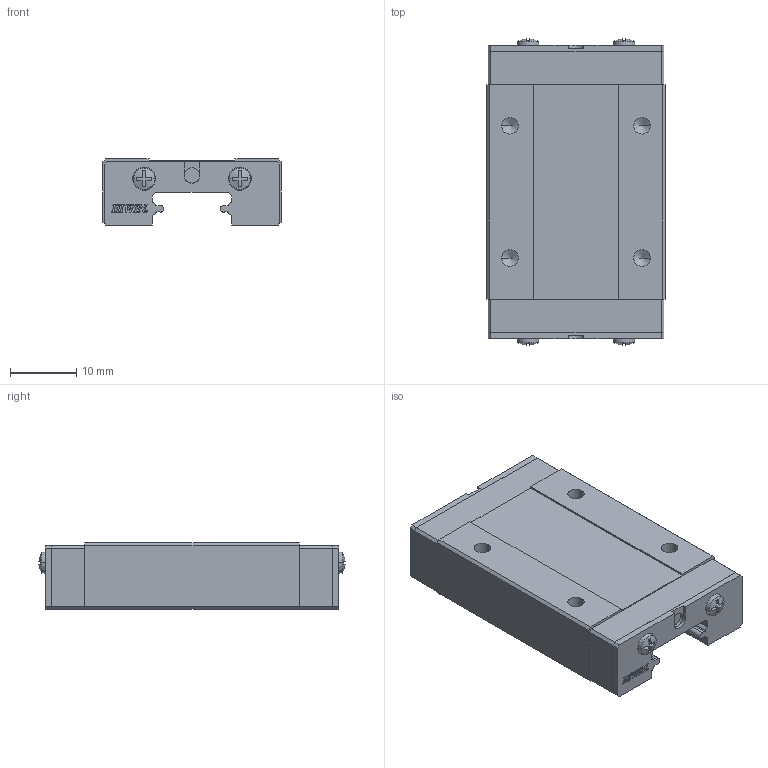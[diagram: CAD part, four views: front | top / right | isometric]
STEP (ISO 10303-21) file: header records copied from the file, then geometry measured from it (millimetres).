
FILE_DESCRIPTION(('no description'),'unknown implementation level');
FILE_NAME('MGN12H_Z0_H_M_SS_FILE_6.stp',' ',('HIWIN GmbH'),('CADClick - KiM GmbH - www.kimweb.de'),'unknown preprocess','ACIS','unknown authorization');
FILE_SCHEMA(('automotive_design'));
Length unit declared in the file: millimetre
Products named in the file (1): MGN12H Z0 H M SS_FILE
Bounding box: 27 x 46.39 x 10 mm (x, y, z)
Volume: 9140.5 mm3; surface area: 4548.8 mm2
Topology: 1 solids, 3 shells, 508 faces, 1406 edges, 928 vertices
Faces by surface type: plane 368, cylinder 112, cone 28
Entity records: 31696 total; most frequent: CARTESIAN_POINT 2947, STYLED_ITEM 2835, PRESENTATION_STYLE_ASSIGNMENT 2835, COLOUR_RGB 2835, ORIENTED_EDGE 2796, DIRECTION 2604, EDGE_CURVE 1398, CURVE_STYLE 1398
